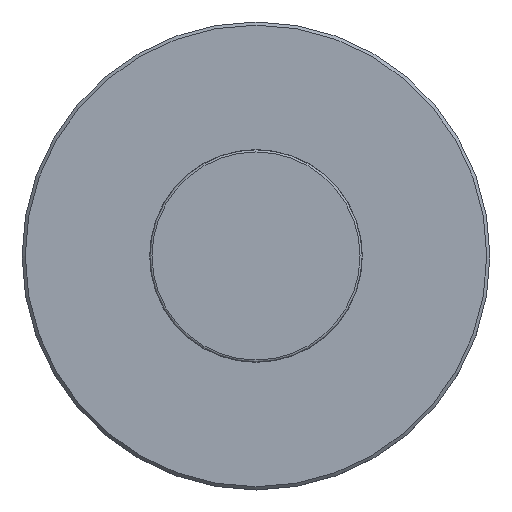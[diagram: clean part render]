
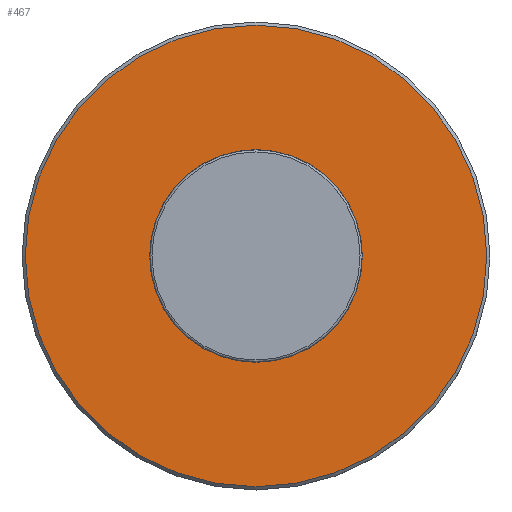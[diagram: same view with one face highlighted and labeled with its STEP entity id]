
A CAD part, top view. The second image highlights one B-rep face of the part: STEP entity #467.
In plain terms, the highlighted planar face has unit normal (0, 0, 1).
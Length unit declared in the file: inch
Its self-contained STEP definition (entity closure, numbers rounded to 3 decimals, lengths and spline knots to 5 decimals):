
#436=CARTESIAN_POINT('',(0.42717,0.,0.8937));
#437=VERTEX_POINT('',#436);
#438=CARTESIAN_POINT('',(0.0,0.0,0.8937));
#439=DIRECTION('',(0.0,0.0,-1.0));
#440=DIRECTION('',(-1.0,0.0,0.0));
#441=AXIS2_PLACEMENT_3D('',#438,#439,#440);
#442=CIRCLE('',#441,0.42717);
#443=EDGE_CURVE('',#437,#437,#442,.T.);
#448=CARTESIAN_POINT('',(0.46988,-0.46988,0.8937));
#449=DIRECTION('',(0.0,0.0,1.0));
#450=DIRECTION('',(1.0,0.0,0.0));
#451=AXIS2_PLACEMENT_3D('',#448,#449,#450);
#452=PLANE('',#451);
#453=ORIENTED_EDGE('',*,*,#443,.F.);
#454=EDGE_LOOP('',(#453));
#455=FACE_OUTER_BOUND('',#454,.T.);
#456=CARTESIAN_POINT('',(0.19685,0.,0.8937));
#457=VERTEX_POINT('',#456);
#458=CARTESIAN_POINT('',(0.0,0.0,0.8937));
#459=DIRECTION('',(0.0,0.0,1.0));
#460=DIRECTION('',(1.0,0.0,0.0));
#461=AXIS2_PLACEMENT_3D('',#458,#459,#460);
#462=CIRCLE('',#461,0.19685);
#463=EDGE_CURVE('',#457,#457,#462,.T.);
#464=ORIENTED_EDGE('',*,*,#463,.F.);
#465=EDGE_LOOP('',(#464));
#466=FACE_BOUND('',#465,.T.);
#467=ADVANCED_FACE('',(#455,#466),#452,.T.);
